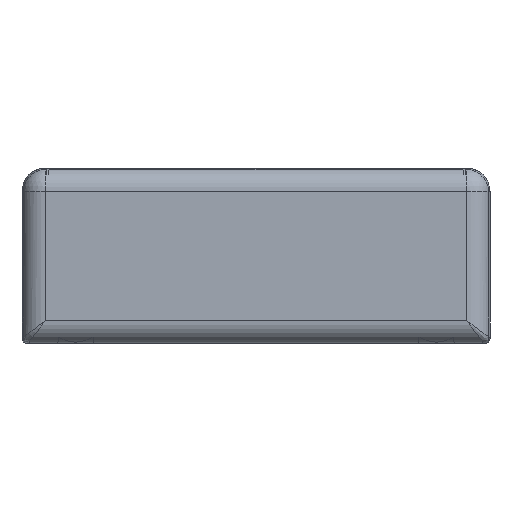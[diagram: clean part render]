
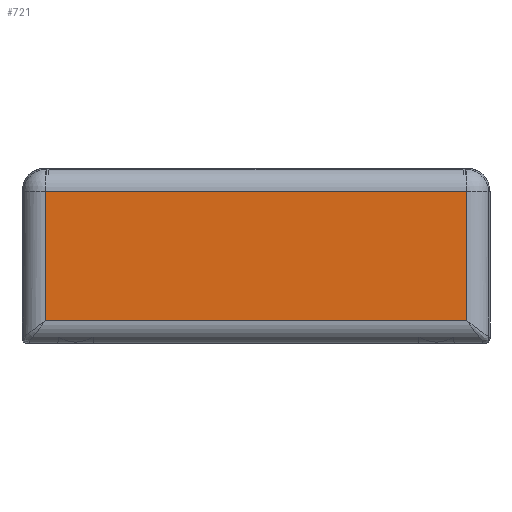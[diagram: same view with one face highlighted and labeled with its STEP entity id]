
A CAD part, front view. The second image highlights one B-rep face of the part: STEP entity #721.
In plain terms, the highlighted planar face has unit normal (0, -1, 0).
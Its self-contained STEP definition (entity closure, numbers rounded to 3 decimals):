
#10 = VECTOR ( 'NONE', #3994, 1000. ) ;
#27 = CARTESIAN_POINT ( 'NONE',  ( 19.6, -303., 13.1 ) ) ;
#202 = FACE_OUTER_BOUND ( 'NONE', #3362, .T. ) ;
#721 = ADVANCED_FACE ( 'NONE', ( #202 ), #2449, .F. ) ;
#729 = LINE ( 'NONE', #3943, #3664 ) ;
#973 = DIRECTION ( 'NONE',  ( -1., 0., 0. ) ) ;
#1245 = VERTEX_POINT ( 'NONE', #1946 ) ;
#1296 = ORIENTED_EDGE ( 'NONE', *, *, #2699, .T. ) ;
#1427 = DIRECTION ( 'NONE',  ( -1., 0., 0. ) ) ;
#1466 = LINE ( 'NONE', #3916, #10 ) ;
#1546 = EDGE_CURVE ( 'NONE', #3726, #4114, #1466, .T. ) ;
#1594 = EDGE_CURVE ( 'NONE', #1245, #2963, #4523, .T. ) ;
#1665 = CARTESIAN_POINT ( 'NONE',  ( 18.1, -303., 13.1 ) ) ;
#1946 = CARTESIAN_POINT ( 'NONE',  ( 18.1, -303., 2. ) ) ;
#1982 = ORIENTED_EDGE ( 'NONE', *, *, #3055, .T. ) ;
#2337 = DIRECTION ( 'NONE',  ( 0., 0., 1. ) ) ;
#2432 = VECTOR ( 'NONE', #2337, 1000. ) ;
#2447 = AXIS2_PLACEMENT_3D ( 'NONE', #3148, #3887, #973 ) ;
#2449 = PLANE ( 'NONE',  #2447 ) ;
#2699 = EDGE_CURVE ( 'NONE', #4114, #1245, #729, .T. ) ;
#2963 = VERTEX_POINT ( 'NONE', #1665 ) ;
#3055 = EDGE_CURVE ( 'NONE', #2963, #3726, #3621, .T. ) ;
#3148 = CARTESIAN_POINT ( 'NONE',  ( 19.6, -303., 0.5 ) ) ;
#3149 = ORIENTED_EDGE ( 'NONE', *, *, #1594, .T. ) ;
#3250 = VECTOR ( 'NONE', #1427, 1000. ) ;
#3362 = EDGE_LOOP ( 'NONE', ( #3488, #1296, #3149, #1982 ) ) ;
#3488 = ORIENTED_EDGE ( 'NONE', *, *, #1546, .T. ) ;
#3621 = LINE ( 'NONE', #27, #3250 ) ;
#3653 = CARTESIAN_POINT ( 'NONE',  ( -18.1, -303., 2. ) ) ;
#3664 = VECTOR ( 'NONE', #4642, 1000. ) ;
#3726 = VERTEX_POINT ( 'NONE', #4476 ) ;
#3752 = CARTESIAN_POINT ( 'NONE',  ( 18.1, -303., 0.5 ) ) ;
#3887 = DIRECTION ( 'NONE',  ( 0., 1., 0. ) ) ;
#3916 = CARTESIAN_POINT ( 'NONE',  ( -18.1, -303., 0.5 ) ) ;
#3943 = CARTESIAN_POINT ( 'NONE',  ( 19.6, -303., 2. ) ) ;
#3994 = DIRECTION ( 'NONE',  ( 0., 0., -1. ) ) ;
#4114 = VERTEX_POINT ( 'NONE', #3653 ) ;
#4476 = CARTESIAN_POINT ( 'NONE',  ( -18.1, -303., 13.1 ) ) ;
#4523 = LINE ( 'NONE', #3752, #2432 ) ;
#4642 = DIRECTION ( 'NONE',  ( 1., 0., 0. ) ) ;
